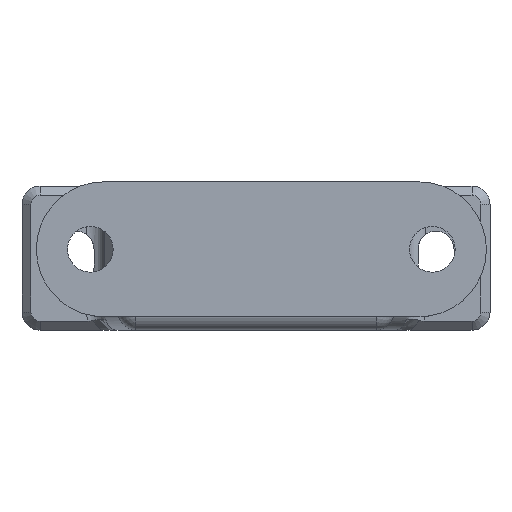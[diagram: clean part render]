
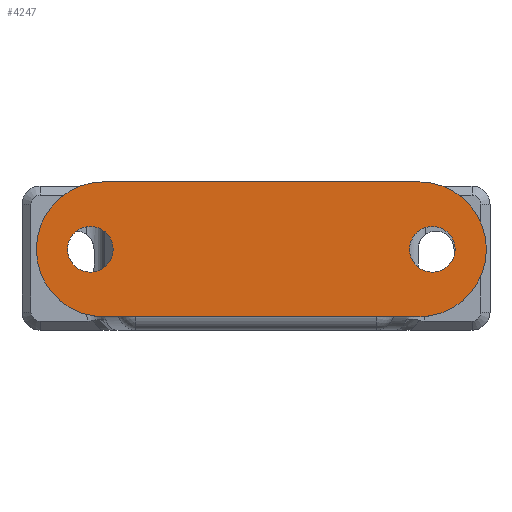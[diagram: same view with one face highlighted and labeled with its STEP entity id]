
A CAD part, top view. The second image highlights one B-rep face of the part: STEP entity #4247.
In plain terms, the highlighted face is planar.
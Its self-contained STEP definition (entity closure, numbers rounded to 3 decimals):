
#161=FACE_BOUND('',#788,.T.);
#162=FACE_BOUND('',#789,.T.);
#301=CIRCLE('',#4588,2.536);
#303=CIRCLE('',#4591,2.536);
#305=CIRCLE('',#4594,7.5);
#307=CIRCLE('',#4598,7.5);
#537=FACE_OUTER_BOUND('',#787,.T.);
#787=EDGE_LOOP('',(#3864,#3865,#3866,#3867));
#788=EDGE_LOOP('',(#3868));
#789=EDGE_LOOP('',(#3869));
#1224=LINE('',#7564,#1664);
#1228=LINE('',#7575,#1668);
#1664=VECTOR('',#5722,35.);
#1668=VECTOR('',#5734,35.);
#2046=VERTEX_POINT('',#7544);
#2048=VERTEX_POINT('',#7549);
#2050=VERTEX_POINT('',#7554);
#2051=VERTEX_POINT('',#7555);
#2054=VERTEX_POINT('',#7563);
#2056=VERTEX_POINT('',#7569);
#2646=EDGE_CURVE('',#2046,#2046,#301,.T.);
#2648=EDGE_CURVE('',#2048,#2048,#303,.T.);
#2650=EDGE_CURVE('',#2050,#2051,#305,.T.);
#2654=EDGE_CURVE('',#2054,#2050,#1224,.T.);
#2657=EDGE_CURVE('',#2056,#2054,#307,.T.);
#2660=EDGE_CURVE('',#2051,#2056,#1228,.T.);
#3864=ORIENTED_EDGE('',*,*,#2660,.F.);
#3865=ORIENTED_EDGE('',*,*,#2650,.F.);
#3866=ORIENTED_EDGE('',*,*,#2654,.F.);
#3867=ORIENTED_EDGE('',*,*,#2657,.F.);
#3868=ORIENTED_EDGE('',*,*,#2646,.T.);
#3869=ORIENTED_EDGE('',*,*,#2648,.T.);
#4018=PLANE('',#4602);
#4247=ADVANCED_FACE('',(#537,#161,#162),#4018,.F.);
#4588=AXIS2_PLACEMENT_3D('',#7545,#5702,#5703);
#4591=AXIS2_PLACEMENT_3D('',#7550,#5708,#5709);
#4594=AXIS2_PLACEMENT_3D('',#7556,#5714,#5715);
#4598=AXIS2_PLACEMENT_3D('',#7570,#5727,#5728);
#4602=AXIS2_PLACEMENT_3D('',#7578,#5738,#5739);
#5702=DIRECTION('center_axis',(0.,0.,1.));
#5703=DIRECTION('ref_axis',(1.,0.,0.));
#5708=DIRECTION('center_axis',(0.,0.,1.));
#5709=DIRECTION('ref_axis',(1.,0.,0.));
#5714=DIRECTION('center_axis',(0.,0.,1.));
#5715=DIRECTION('ref_axis',(0.,1.,0.));
#5722=DIRECTION('',(-1.,0.,0.));
#5727=DIRECTION('center_axis',(0.,0.,1.));
#5728=DIRECTION('ref_axis',(0.,-1.,0.));
#5734=DIRECTION('',(1.,0.,0.));
#5738=DIRECTION('center_axis',(0.,0.,1.));
#5739=DIRECTION('ref_axis',(1.,0.,0.));
#7544=CARTESIAN_POINT('',(3.464,0.,0.));
#7545=CARTESIAN_POINT('Origin',(6.,0.,0.));
#7549=CARTESIAN_POINT('',(41.464,0.,0.));
#7550=CARTESIAN_POINT('Origin',(44.,0.,0.));
#7554=CARTESIAN_POINT('',(7.5,7.5,0.));
#7555=CARTESIAN_POINT('',(7.5,-7.5,0.));
#7556=CARTESIAN_POINT('Origin',(7.5,0.,0.));
#7563=CARTESIAN_POINT('',(42.5,7.5,0.));
#7564=CARTESIAN_POINT('',(42.5,7.5,0.));
#7569=CARTESIAN_POINT('',(42.5,-7.5,0.));
#7570=CARTESIAN_POINT('Origin',(42.5,0.,0.));
#7575=CARTESIAN_POINT('',(7.5,-7.5,0.));
#7578=CARTESIAN_POINT('Origin',(25.,0.,0.));
